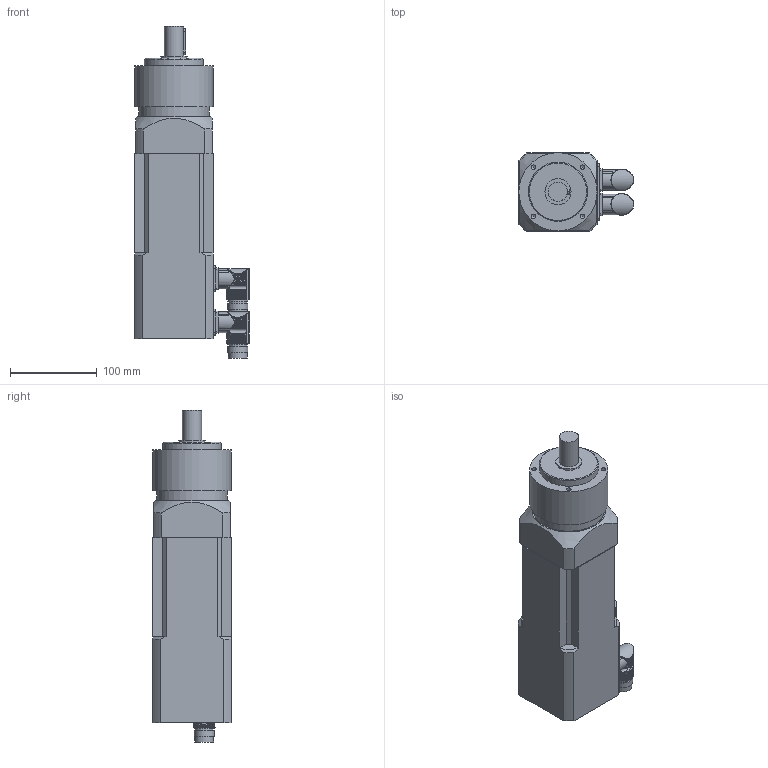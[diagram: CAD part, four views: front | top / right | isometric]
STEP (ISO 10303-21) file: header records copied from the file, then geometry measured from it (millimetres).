
FILE_DESCRIPTION(/* description */ (''),/* implementation_level */ '2;1');
FILE_NAME(/* name */ 'KSG31012Q_Rx_PLG90',/* time_stamp */ '2009-02-11T10:32:16+01:00',/* author */ (''),/* organization */ (''),/* preprocessor_version */ 'ST-DEVELOPER v8',/* originating_system */ 'UNIGRAPHICS SOLUTIONS - UNIGRAPHICS 18.0',/* authorisation */ '');
FILE_SCHEMA (('AUTOMOTIVE_DESIGN { 1 2 10303 214 0 1 1 1 }'));
Length unit declared in the file: millimetre
Products named in the file (3): Getrieberumpf_SG3Q_PLG90_0; Winkelflanschdose_0; KSG3108Q_Rx_PLG90_0
Assembly tree (3 placements, depth 2):
  KSG3108Q_Rx_PLG90_0
    Winkelflanschdose_0  x2
    Getrieberumpf_SG3Q_PLG90_0
Bounding box: 131.49 x 90 x 382.15 mm (x, y, z)
Volume: 2266660.1 mm3; surface area: 176287.8 mm2
Topology: 4 solids, 5 shells, 504 faces, 1365 edges, 912 vertices
Faces by surface type: cylinder 358, plane 119, cone 17, torus 10
Full cylindrical faces by diameter (mm): 5 x4, 5.188 x4, 5.5 x8, 10 x8, 16 x2, 20 x2, 21 x2, 21.5 x2, 22 x1, 23 x4, 30 x1, 37 x1, 40 x1, 42 x1, 47 x2, 49.5 x1, 60 x1, 62 x1, 65.7 x1, 68 x1, 81 x1, 85 x2, 90 x1
Entity records: 10649 total; most frequent: CARTESIAN_POINT 2561, DIRECTION 1642, ORIENTED_EDGE 1608, EDGE_CURVE 804, AXIS2_PLACEMENT_3D 672, VERTEX_POINT 577, EDGE_LOOP 439, ADVANCED_FACE 340
